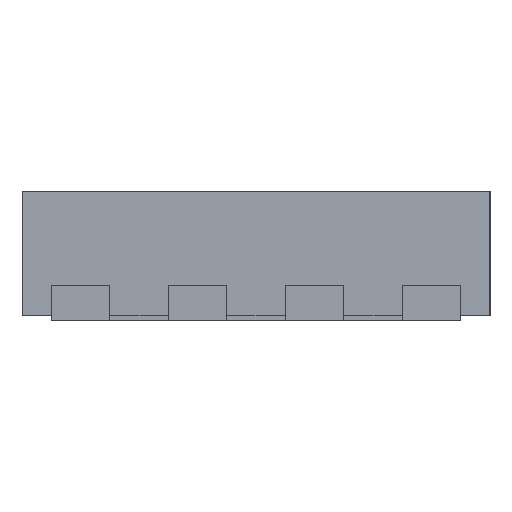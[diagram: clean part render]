
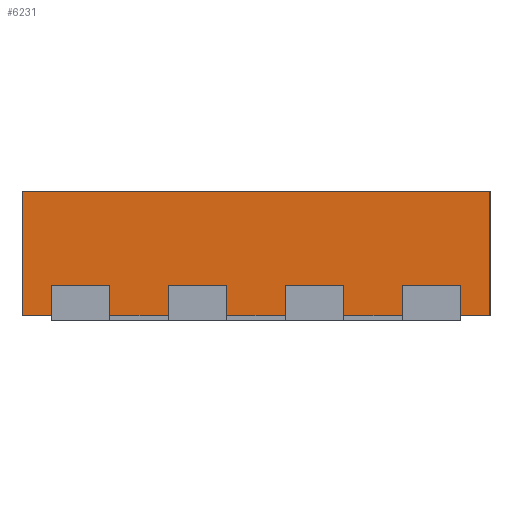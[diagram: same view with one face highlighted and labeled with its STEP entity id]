
A CAD part, left-side view. The second image highlights one B-rep face of the part: STEP entity #6231.
In plain terms, the highlighted planar face has unit normal (-1, 0, 0).
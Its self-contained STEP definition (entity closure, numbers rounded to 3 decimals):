
#788=FACE_OUTER_BOUND('',#1155,.T.);
#1155=EDGE_LOOP('',(#5373,#5374,#5375,#5376,#5377,#5378,#5379,#5380,#5381,
#5382,#5383,#5384,#5385,#5386,#5387,#5388,#5389,#5390,#5391,#5392));
#1638=LINE('',#11410,#2236);
#1647=LINE('',#11443,#2245);
#1650=LINE('',#11452,#2248);
#1653=LINE('',#11461,#2251);
#1668=LINE('',#11506,#2266);
#1679=LINE('',#11531,#2277);
#1680=LINE('',#11532,#2278);
#1681=LINE('',#11534,#2279);
#1682=LINE('',#11536,#2280);
#1683=LINE('',#11537,#2281);
#1684=LINE('',#11539,#2282);
#1685=LINE('',#11541,#2283);
#1686=LINE('',#11542,#2284);
#1687=LINE('',#11544,#2285);
#1688=LINE('',#11546,#2286);
#1689=LINE('',#11547,#2287);
#1690=LINE('',#11549,#2288);
#1691=LINE('',#11551,#2289);
#1692=LINE('',#11552,#2290);
#1693=LINE('',#11553,#2291);
#2236=VECTOR('',#7176,10.);
#2245=VECTOR('',#7211,10.);
#2248=VECTOR('',#7218,10.);
#2251=VECTOR('',#7225,10.);
#2266=VECTOR('',#7260,10.);
#2277=VECTOR('',#7285,10.);
#2278=VECTOR('',#7286,10.);
#2279=VECTOR('',#7287,10.);
#2280=VECTOR('',#7288,10.);
#2281=VECTOR('',#7289,10.);
#2282=VECTOR('',#7290,10.);
#2283=VECTOR('',#7291,10.);
#2284=VECTOR('',#7292,10.);
#2285=VECTOR('',#7293,10.);
#2286=VECTOR('',#7294,10.);
#2287=VECTOR('',#7295,10.);
#2288=VECTOR('',#7296,10.);
#2289=VECTOR('',#7297,10.);
#2290=VECTOR('',#7298,10.);
#2291=VECTOR('',#7299,10.);
#2886=VERTEX_POINT('',#11403);
#2889=VERTEX_POINT('',#11408);
#2897=VERTEX_POINT('',#11436);
#2900=VERTEX_POINT('',#11441);
#2901=VERTEX_POINT('',#11445);
#2904=VERTEX_POINT('',#11450);
#2905=VERTEX_POINT('',#11454);
#2908=VERTEX_POINT('',#11459);
#2925=VERTEX_POINT('',#11499);
#2928=VERTEX_POINT('',#11504);
#2934=VERTEX_POINT('',#11529);
#2935=VERTEX_POINT('',#11530);
#2936=VERTEX_POINT('',#11533);
#2937=VERTEX_POINT('',#11535);
#2938=VERTEX_POINT('',#11538);
#2939=VERTEX_POINT('',#11540);
#2940=VERTEX_POINT('',#11543);
#2941=VERTEX_POINT('',#11545);
#2942=VERTEX_POINT('',#11548);
#2943=VERTEX_POINT('',#11550);
#3722=EDGE_CURVE('',#2889,#2886,#1638,.T.);
#3734=EDGE_CURVE('',#2900,#2897,#1647,.T.);
#3738=EDGE_CURVE('',#2904,#2901,#1650,.T.);
#3742=EDGE_CURVE('',#2908,#2905,#1653,.T.);
#3762=EDGE_CURVE('',#2928,#2925,#1668,.T.);
#3773=EDGE_CURVE('',#2934,#2935,#1679,.T.);
#3774=EDGE_CURVE('',#2934,#2925,#1680,.T.);
#3775=EDGE_CURVE('',#2936,#2928,#1681,.T.);
#3776=EDGE_CURVE('',#2937,#2936,#1682,.T.);
#3777=EDGE_CURVE('',#2937,#2897,#1683,.T.);
#3778=EDGE_CURVE('',#2938,#2900,#1684,.T.);
#3779=EDGE_CURVE('',#2939,#2938,#1685,.T.);
#3780=EDGE_CURVE('',#2939,#2901,#1686,.T.);
#3781=EDGE_CURVE('',#2940,#2904,#1687,.T.);
#3782=EDGE_CURVE('',#2941,#2940,#1688,.T.);
#3783=EDGE_CURVE('',#2941,#2905,#1689,.T.);
#3784=EDGE_CURVE('',#2942,#2908,#1690,.T.);
#3785=EDGE_CURVE('',#2943,#2942,#1691,.T.);
#3786=EDGE_CURVE('',#2943,#2886,#1692,.T.);
#3787=EDGE_CURVE('',#2935,#2889,#1693,.T.);
#5373=ORIENTED_EDGE('',*,*,#3773,.F.);
#5374=ORIENTED_EDGE('',*,*,#3774,.T.);
#5375=ORIENTED_EDGE('',*,*,#3762,.F.);
#5376=ORIENTED_EDGE('',*,*,#3775,.F.);
#5377=ORIENTED_EDGE('',*,*,#3776,.F.);
#5378=ORIENTED_EDGE('',*,*,#3777,.T.);
#5379=ORIENTED_EDGE('',*,*,#3734,.F.);
#5380=ORIENTED_EDGE('',*,*,#3778,.F.);
#5381=ORIENTED_EDGE('',*,*,#3779,.F.);
#5382=ORIENTED_EDGE('',*,*,#3780,.T.);
#5383=ORIENTED_EDGE('',*,*,#3738,.F.);
#5384=ORIENTED_EDGE('',*,*,#3781,.F.);
#5385=ORIENTED_EDGE('',*,*,#3782,.F.);
#5386=ORIENTED_EDGE('',*,*,#3783,.T.);
#5387=ORIENTED_EDGE('',*,*,#3742,.F.);
#5388=ORIENTED_EDGE('',*,*,#3784,.F.);
#5389=ORIENTED_EDGE('',*,*,#3785,.F.);
#5390=ORIENTED_EDGE('',*,*,#3786,.T.);
#5391=ORIENTED_EDGE('',*,*,#3722,.F.);
#5392=ORIENTED_EDGE('',*,*,#3787,.F.);
#5901=PLANE('',#6470);
#6231=ADVANCED_FACE('',(#788),#5901,.T.);
#6470=AXIS2_PLACEMENT_3D('',#11528,#7283,#7284);
#7176=DIRECTION('',(0.,-1.,0.));
#7211=DIRECTION('',(0.,1.,0.));
#7218=DIRECTION('',(0.,1.,0.));
#7225=DIRECTION('',(0.,1.,0.));
#7260=DIRECTION('',(0.,1.,0.));
#7283=DIRECTION('center_axis',(-1.,0.,0.));
#7284=DIRECTION('ref_axis',(0.,-1.,0.));
#7285=DIRECTION('',(0.,1.,0.));
#7286=DIRECTION('',(0.,0.,1.));
#7287=DIRECTION('',(0.,0.,1.));
#7288=DIRECTION('',(0.,1.,0.));
#7289=DIRECTION('',(0.,0.,1.));
#7290=DIRECTION('',(0.,0.,1.));
#7291=DIRECTION('',(0.,1.,0.));
#7292=DIRECTION('',(0.,0.,1.));
#7293=DIRECTION('',(0.,0.,1.));
#7294=DIRECTION('',(0.,1.,0.));
#7295=DIRECTION('',(0.,0.,1.));
#7296=DIRECTION('',(0.,0.,1.));
#7297=DIRECTION('',(0.,1.,0.));
#7298=DIRECTION('',(0.,0.,1.));
#7299=DIRECTION('',(0.,0.,1.));
#11403=CARTESIAN_POINT('',(-1.5,-1.,0.55));
#11408=CARTESIAN_POINT('',(-1.5,1.,0.55));
#11410=CARTESIAN_POINT('',(-1.5,0.5,0.55));
#11436=CARTESIAN_POINT('',(-1.5,0.375,0.15));
#11441=CARTESIAN_POINT('',(-1.5,0.125,0.15));
#11443=CARTESIAN_POINT('',(-1.5,0.5,0.15));
#11445=CARTESIAN_POINT('',(-1.5,-0.125,0.15));
#11450=CARTESIAN_POINT('',(-1.5,-0.375,0.15));
#11452=CARTESIAN_POINT('',(-1.5,0.5,0.15));
#11454=CARTESIAN_POINT('',(-1.5,-0.625,0.15));
#11459=CARTESIAN_POINT('',(-1.5,-0.875,0.15));
#11461=CARTESIAN_POINT('',(-1.5,0.5,0.15));
#11499=CARTESIAN_POINT('',(-1.5,0.875,0.15));
#11504=CARTESIAN_POINT('',(-1.5,0.625,0.15));
#11506=CARTESIAN_POINT('',(-1.5,0.5,0.15));
#11528=CARTESIAN_POINT('Origin',(-1.5,1.,0.02));
#11529=CARTESIAN_POINT('',(-1.5,0.875,0.02));
#11530=CARTESIAN_POINT('',(-1.5,1.,0.02));
#11531=CARTESIAN_POINT('',(-1.5,-1.,0.02));
#11532=CARTESIAN_POINT('',(-1.5,0.875,0.02));
#11533=CARTESIAN_POINT('',(-1.5,0.625,0.02));
#11534=CARTESIAN_POINT('',(-1.5,0.625,0.02));
#11535=CARTESIAN_POINT('',(-1.5,0.375,0.02));
#11536=CARTESIAN_POINT('',(-1.5,-1.,0.02));
#11537=CARTESIAN_POINT('',(-1.5,0.375,0.02));
#11538=CARTESIAN_POINT('',(-1.5,0.125,0.02));
#11539=CARTESIAN_POINT('',(-1.5,0.125,0.02));
#11540=CARTESIAN_POINT('',(-1.5,-0.125,0.02));
#11541=CARTESIAN_POINT('',(-1.5,-1.,0.02));
#11542=CARTESIAN_POINT('',(-1.5,-0.125,0.02));
#11543=CARTESIAN_POINT('',(-1.5,-0.375,0.02));
#11544=CARTESIAN_POINT('',(-1.5,-0.375,0.02));
#11545=CARTESIAN_POINT('',(-1.5,-0.625,0.02));
#11546=CARTESIAN_POINT('',(-1.5,-1.,0.02));
#11547=CARTESIAN_POINT('',(-1.5,-0.625,0.02));
#11548=CARTESIAN_POINT('',(-1.5,-0.875,0.02));
#11549=CARTESIAN_POINT('',(-1.5,-0.875,0.02));
#11550=CARTESIAN_POINT('',(-1.5,-1.,0.02));
#11551=CARTESIAN_POINT('',(-1.5,-1.,0.02));
#11552=CARTESIAN_POINT('',(-1.5,-1.,0.02));
#11553=CARTESIAN_POINT('',(-1.5,1.,0.02));
